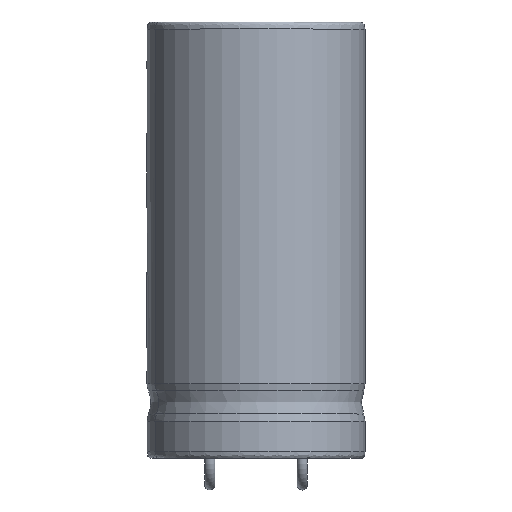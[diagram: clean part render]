
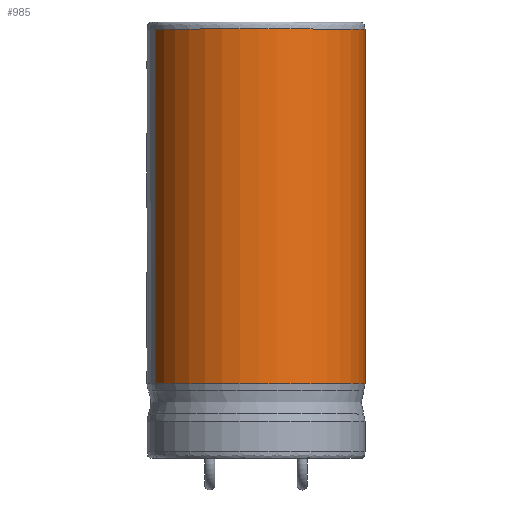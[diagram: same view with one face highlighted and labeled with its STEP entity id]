
A CAD part, top view. The second image highlights one B-rep face of the part: STEP entity #985.
In plain terms, the highlighted cylindrical face has radius 6.25 mm (diameter 12.5 mm), a partial arc.
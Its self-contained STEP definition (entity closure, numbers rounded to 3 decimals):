
#131=CYLINDRICAL_SURFACE('',#1097,6.25);
#169=FACE_OUTER_BOUND('',#227,.T.);
#227=EDGE_LOOP('',(#777,#778,#779,#780));
#267=LINE('',#2572,#317);
#268=LINE('',#2575,#318);
#317=VECTOR('',#1303,2.);
#318=VECTOR('',#1306,2.);
#389=CIRCLE('',#1090,6.25);
#393=CIRCLE('',#1098,6.25);
#452=VERTEX_POINT('',#2375);
#453=VERTEX_POINT('',#2377);
#456=VERTEX_POINT('',#2571);
#457=VERTEX_POINT('',#2573);
#568=EDGE_CURVE('',#452,#453,#389,.T.);
#575=EDGE_CURVE('',#452,#456,#267,.T.);
#576=EDGE_CURVE('',#456,#457,#393,.T.);
#577=EDGE_CURVE('',#453,#457,#268,.T.);
#777=ORIENTED_EDGE('',*,*,#575,.T.);
#778=ORIENTED_EDGE('',*,*,#576,.T.);
#779=ORIENTED_EDGE('',*,*,#577,.F.);
#780=ORIENTED_EDGE('',*,*,#568,.F.);
#985=ADVANCED_FACE('',(#169),#131,.T.);
#1090=AXIS2_PLACEMENT_3D('',#2378,#1287,#1288);
#1097=AXIS2_PLACEMENT_3D('',#2570,#1301,#1302);
#1098=AXIS2_PLACEMENT_3D('',#2574,#1304,#1305);
#1287=DIRECTION('center_axis',(0.,0.,-1.));
#1288=DIRECTION('ref_axis',(0.924,0.383,0.));
#1301=DIRECTION('center_axis',(0.,0.,1.));
#1302=DIRECTION('ref_axis',(-1.,0.,0.));
#1303=DIRECTION('',(0.,0.,1.));
#1304=DIRECTION('center_axis',(0.,0.,-1.));
#1305=DIRECTION('ref_axis',(0.924,-0.383,0.));
#1306=DIRECTION('',(0.,0.,1.));
#2375=CARTESIAN_POINT('',(8.274,-2.392,4.07));
#2377=CARTESIAN_POINT('',(8.274,2.392,4.07));
#2378=CARTESIAN_POINT('Origin',(2.5,0.,4.07));
#2570=CARTESIAN_POINT('Origin',(2.5,0.,3.8));
#2571=CARTESIAN_POINT('',(8.274,-2.392,24.4));
#2572=CARTESIAN_POINT('',(8.274,-2.392,3.8));
#2573=CARTESIAN_POINT('',(8.274,2.392,24.4));
#2574=CARTESIAN_POINT('Origin',(2.5,0.,24.4));
#2575=CARTESIAN_POINT('',(8.274,2.392,3.8));
